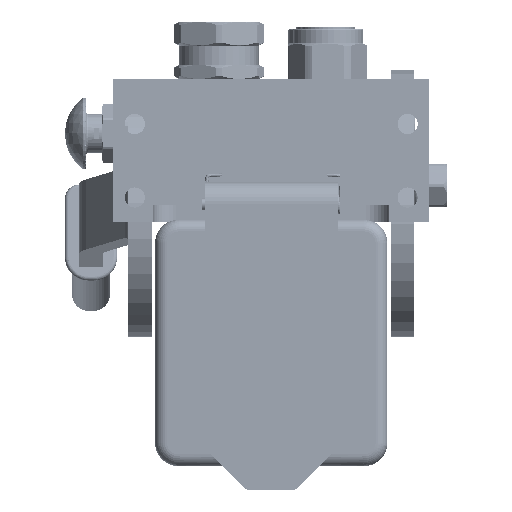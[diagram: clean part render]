
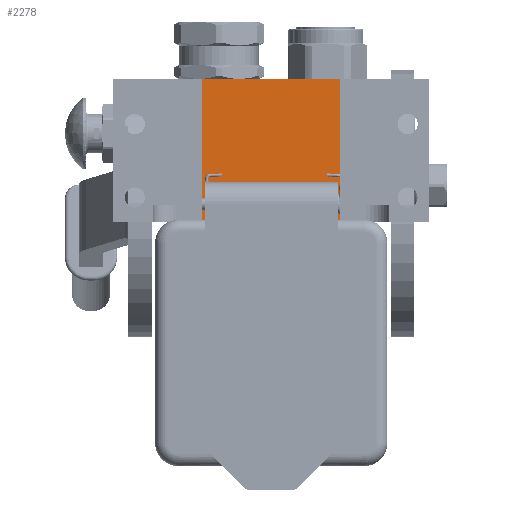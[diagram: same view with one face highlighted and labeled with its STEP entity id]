
A CAD part, left-side view. The second image highlights one B-rep face of the part: STEP entity #2278.
In plain terms, the highlighted face is planar.
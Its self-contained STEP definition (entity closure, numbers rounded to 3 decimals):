
#2278 = ADVANCED_FACE ( 'NONE', ( #111906 ), #126167, .T. ) ;
#2554 = CARTESIAN_POINT ( 'NONE',  ( 29., 0., -107.5 ) ) ;
#3662 = EDGE_LOOP ( 'NONE', ( #19691, #109770, #41629, #56571 ) ) ;
#19323 = CARTESIAN_POINT ( 'NONE',  ( 29., 0., -107.5 ) ) ;
#19691 = ORIENTED_EDGE ( 'NONE', *, *, #47072, .T. ) ;
#22960 = DIRECTION ( 'NONE',  ( 0., 1., 0. ) ) ;
#24872 = EDGE_CURVE ( 'NONE', #133878, #114105, #65522, .T. ) ;
#31910 = CARTESIAN_POINT ( 'NONE',  ( 29., 60.2, -107.5 ) ) ;
#34932 = LINE ( 'NONE', #51483, #61861 ) ;
#36969 = VECTOR ( 'NONE', #83169, 1000. ) ;
#41629 = ORIENTED_EDGE ( 'NONE', *, *, #24872, .F. ) ;
#41949 = VECTOR ( 'NONE', #108522, 1000. ) ;
#46232 = EDGE_CURVE ( 'NONE', #133878, #106235, #78800, .T. ) ;
#47072 = EDGE_CURVE ( 'NONE', #106235, #91651, #34932, .T. ) ;
#51483 = CARTESIAN_POINT ( 'NONE',  ( -29., 0., -107.5 ) ) ;
#53689 = CARTESIAN_POINT ( 'NONE',  ( -29., 60.2, -107.5 ) ) ;
#56571 = ORIENTED_EDGE ( 'NONE', *, *, #46232, .T. ) ;
#61861 = VECTOR ( 'NONE', #22960, 1000. ) ;
#65522 = LINE ( 'NONE', #73352, #36969 ) ;
#66507 = EDGE_CURVE ( 'NONE', #114105, #91651, #111237, .T. ) ;
#73352 = CARTESIAN_POINT ( 'NONE',  ( 29., 0., -107.5 ) ) ;
#76330 = CARTESIAN_POINT ( 'NONE',  ( 29., 60.2, -107.5 ) ) ;
#78800 = LINE ( 'NONE', #2554, #41949 ) ;
#81591 = AXIS2_PLACEMENT_3D ( 'NONE', #19323, #136056, #115361 ) ;
#83169 = DIRECTION ( 'NONE',  ( 0., 1., 0. ) ) ;
#91651 = VERTEX_POINT ( 'NONE', #53689 ) ;
#97706 = CARTESIAN_POINT ( 'NONE',  ( -29., 0., -107.5 ) ) ;
#106235 = VERTEX_POINT ( 'NONE', #97706 ) ;
#108522 = DIRECTION ( 'NONE',  ( -1., 0., 0. ) ) ;
#109770 = ORIENTED_EDGE ( 'NONE', *, *, #66507, .F. ) ;
#111237 = LINE ( 'NONE', #76330, #134800 ) ;
#111906 = FACE_OUTER_BOUND ( 'NONE', #3662, .T. ) ;
#114105 = VERTEX_POINT ( 'NONE', #31910 ) ;
#115361 = DIRECTION ( 'NONE',  ( -1., 0., 0. ) ) ;
#119439 = DIRECTION ( 'NONE',  ( -1., 0., 0. ) ) ;
#126167 = PLANE ( 'NONE',  #81591 ) ;
#130730 = CARTESIAN_POINT ( 'NONE',  ( 29., 0., -107.5 ) ) ;
#133878 = VERTEX_POINT ( 'NONE', #130730 ) ;
#134800 = VECTOR ( 'NONE', #119439, 1000. ) ;
#136056 = DIRECTION ( 'NONE',  ( 0., 0., -1. ) ) ;
